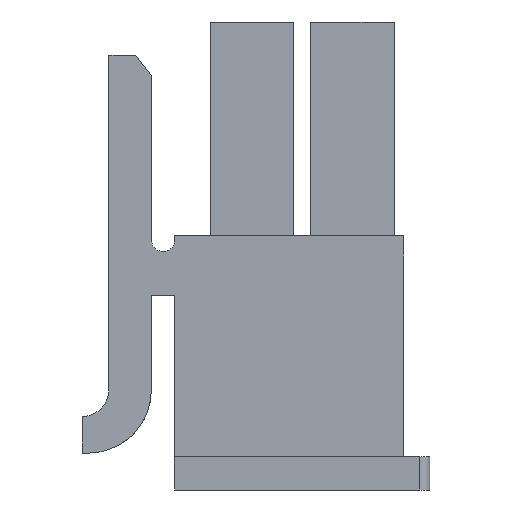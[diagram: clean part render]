
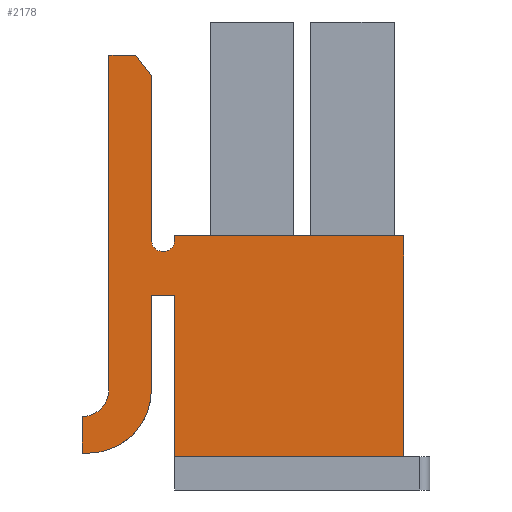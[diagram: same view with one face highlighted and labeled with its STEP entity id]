
A CAD part, front view. The second image highlights one B-rep face of the part: STEP entity #2178.
In plain terms, the highlighted planar face has unit normal (0, -1, 0).
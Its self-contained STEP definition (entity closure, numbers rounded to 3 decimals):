
#34=CIRCLE('',#2274,0.35);
#37=CIRCLE('',#2316,0.8);
#38=CIRCLE('',#2317,1.9);
#324=ORIENTED_EDGE('',*,*,#857,.F.);
#325=ORIENTED_EDGE('',*,*,#885,.F.);
#326=ORIENTED_EDGE('',*,*,#886,.T.);
#327=ORIENTED_EDGE('',*,*,#875,.F.);
#328=ORIENTED_EDGE('',*,*,#859,.F.);
#329=ORIENTED_EDGE('',*,*,#688,.T.);
#330=ORIENTED_EDGE('',*,*,#887,.T.);
#331=ORIENTED_EDGE('',*,*,#888,.T.);
#332=ORIENTED_EDGE('',*,*,#889,.T.);
#333=ORIENTED_EDGE('',*,*,#890,.T.);
#334=ORIENTED_EDGE('',*,*,#891,.T.);
#335=ORIENTED_EDGE('',*,*,#892,.T.);
#336=ORIENTED_EDGE('',*,*,#893,.T.);
#337=ORIENTED_EDGE('',*,*,#894,.T.);
#338=ORIENTED_EDGE('',*,*,#692,.T.);
#339=ORIENTED_EDGE('',*,*,#696,.T.);
#688=EDGE_CURVE('',#1002,#1001,#34,.T.);
#692=EDGE_CURVE('',#1006,#1005,#1202,.T.);
#696=EDGE_CURVE('',#1005,#1008,#1206,.T.);
#857=EDGE_CURVE('',#1133,#1008,#1367,.T.);
#859=EDGE_CURVE('',#1002,#1134,#1369,.T.);
#875=EDGE_CURVE('',#1134,#1147,#1385,.T.);
#885=EDGE_CURVE('',#1154,#1133,#1393,.T.);
#886=EDGE_CURVE('',#1154,#1147,#1394,.T.);
#887=EDGE_CURVE('',#1001,#1155,#1395,.T.);
#888=EDGE_CURVE('',#1155,#1156,#1396,.T.);
#889=EDGE_CURVE('',#1156,#1157,#1397,.T.);
#890=EDGE_CURVE('',#1157,#1158,#1398,.T.);
#891=EDGE_CURVE('',#1158,#1159,#37,.T.);
#892=EDGE_CURVE('',#1159,#1160,#1399,.T.);
#893=EDGE_CURVE('',#1160,#1161,#1400,.T.);
#894=EDGE_CURVE('',#1161,#1006,#38,.T.);
#1001=VERTEX_POINT('',#2998);
#1002=VERTEX_POINT('',#3000);
#1005=VERTEX_POINT('',#3007);
#1006=VERTEX_POINT('',#3009);
#1008=VERTEX_POINT('',#3015);
#1133=VERTEX_POINT('',#3334);
#1134=VERTEX_POINT('',#3338);
#1147=VERTEX_POINT('',#3368);
#1154=VERTEX_POINT('',#3388);
#1155=VERTEX_POINT('',#3391);
#1156=VERTEX_POINT('',#3393);
#1157=VERTEX_POINT('',#3395);
#1158=VERTEX_POINT('',#3397);
#1159=VERTEX_POINT('',#3399);
#1160=VERTEX_POINT('',#3401);
#1161=VERTEX_POINT('',#3403);
#1202=LINE('',#3008,#1501);
#1206=LINE('',#3016,#1505);
#1367=LINE('',#3335,#1666);
#1369=LINE('',#3337,#1668);
#1385=LINE('',#3367,#1684);
#1393=LINE('',#3387,#1692);
#1394=LINE('',#3389,#1693);
#1395=LINE('',#3390,#1694);
#1396=LINE('',#3392,#1695);
#1397=LINE('',#3394,#1696);
#1398=LINE('',#3396,#1697);
#1399=LINE('',#3400,#1698);
#1400=LINE('',#3402,#1699);
#1501=VECTOR('',#2433,1000.);
#1505=VECTOR('',#2439,1000.);
#1666=VECTOR('',#2666,1000.);
#1668=VECTOR('',#2668,1000.);
#1684=VECTOR('',#2686,1000.);
#1692=VECTOR('',#2704,1000.);
#1693=VECTOR('',#2705,1000.);
#1694=VECTOR('',#2706,1000.);
#1695=VECTOR('',#2707,1000.);
#1696=VECTOR('',#2708,1000.);
#1697=VECTOR('',#2709,1000.);
#1698=VECTOR('',#2712,1000.);
#1699=VECTOR('',#2713,1000.);
#1831=EDGE_LOOP('',(#324,#325,#326,#327,#328,#329,#330,#331,#332,#333,#334,
#335,#336,#337,#338,#339));
#1954=FACE_BOUND('',#1831,.T.);
#2068=PLANE('',#2315);
#2178=ADVANCED_FACE('',(#1954),#2068,.F.);
#2274=AXIS2_PLACEMENT_3D('',#2999,#2426,#2427);
#2315=AXIS2_PLACEMENT_3D('',#3386,#2702,#2703);
#2316=AXIS2_PLACEMENT_3D('',#3398,#2710,#2711);
#2317=AXIS2_PLACEMENT_3D('',#3404,#2714,#2715);
#2426=DIRECTION('',(0.,1.,0.));
#2427=DIRECTION('',(1.,0.,0.));
#2433=DIRECTION('',(0.,0.,1.));
#2439=DIRECTION('',(1.,0.,0.));
#2666=DIRECTION('',(0.,0.,1.));
#2668=DIRECTION('',(0.,0.,1.));
#2686=DIRECTION('',(1.,0.,0.));
#2702=DIRECTION('',(0.,1.,0.));
#2703=DIRECTION('',(0.,0.,1.));
#2704=DIRECTION('',(-1.,0.,0.));
#2705=DIRECTION('',(0.,0.,1.));
#2706=DIRECTION('',(0.,0.,1.));
#2707=DIRECTION('',(-0.617,0.,0.787));
#2708=DIRECTION('',(-1.,0.,0.));
#2709=DIRECTION('',(0.,0.,-1.));
#2710=DIRECTION('',(0.,1.,0.));
#2711=DIRECTION('',(-1.,0.,0.));
#2712=DIRECTION('',(0.,0.,-1.));
#2713=DIRECTION('',(1.,0.,0.));
#2714=DIRECTION('',(0.,-1.,0.));
#2715=DIRECTION('',(-1.,0.,0.));
#2998=CARTESIAN_POINT('',(-4.515,-1.925,3.68));
#2999=CARTESIAN_POINT('',(-4.165,-1.925,3.68));
#3000=CARTESIAN_POINT('',(-3.815,-1.925,3.68));
#3007=CARTESIAN_POINT('',(-4.515,-1.925,2.03));
#3008=CARTESIAN_POINT('',(-4.515,-1.925,-0.8));
#3009=CARTESIAN_POINT('',(-4.515,-1.925,-0.8));
#3015=CARTESIAN_POINT('',(-3.815,-1.925,2.03));
#3016=CARTESIAN_POINT('',(-4.515,-1.925,2.03));
#3334=CARTESIAN_POINT('',(-3.815,-1.925,-2.8));
#3335=CARTESIAN_POINT('',(-3.815,-1.925,-3.8));
#3337=CARTESIAN_POINT('',(-3.815,-1.925,-3.8));
#3338=CARTESIAN_POINT('',(-3.815,-1.925,3.8));
#3367=CARTESIAN_POINT('',(-3.815,-1.925,3.8));
#3368=CARTESIAN_POINT('',(3.04,-1.925,3.8));
#3386=CARTESIAN_POINT('',(0.,-1.925,0.));
#3387=CARTESIAN_POINT('',(-3.815,-1.925,-2.8));
#3388=CARTESIAN_POINT('',(3.04,-1.925,-2.8));
#3389=CARTESIAN_POINT('',(3.04,-1.925,-2.8));
#3390=CARTESIAN_POINT('',(-4.515,-1.925,3.68));
#3391=CARTESIAN_POINT('',(-4.515,-1.925,8.6));
#3392=CARTESIAN_POINT('',(-4.515,-1.925,8.6));
#3393=CARTESIAN_POINT('',(-4.985,-1.925,9.2));
#3394=CARTESIAN_POINT('',(-4.985,-1.925,9.2));
#3395=CARTESIAN_POINT('',(-5.785,-1.925,9.2));
#3396=CARTESIAN_POINT('',(-5.785,-1.925,9.2));
#3397=CARTESIAN_POINT('',(-5.785,-1.925,-0.8));
#3398=CARTESIAN_POINT('',(-6.585,-1.925,-0.8));
#3399=CARTESIAN_POINT('',(-6.585,-1.925,-1.6));
#3400=CARTESIAN_POINT('',(-6.585,-1.925,-1.6));
#3401=CARTESIAN_POINT('',(-6.585,-1.925,-2.7));
#3402=CARTESIAN_POINT('',(-6.585,-1.925,-2.7));
#3403=CARTESIAN_POINT('',(-6.415,-1.925,-2.7));
#3404=CARTESIAN_POINT('',(-6.415,-1.925,-0.8));
